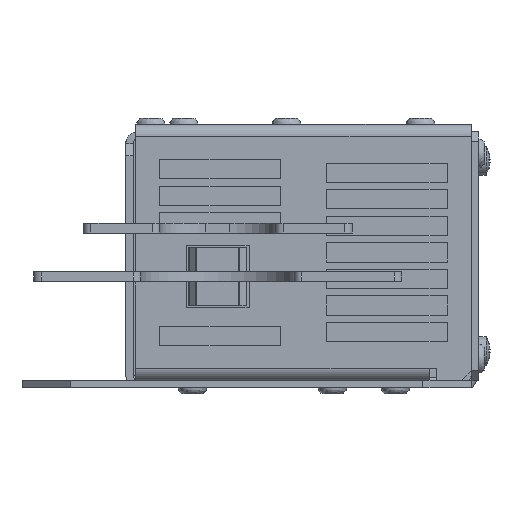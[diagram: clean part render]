
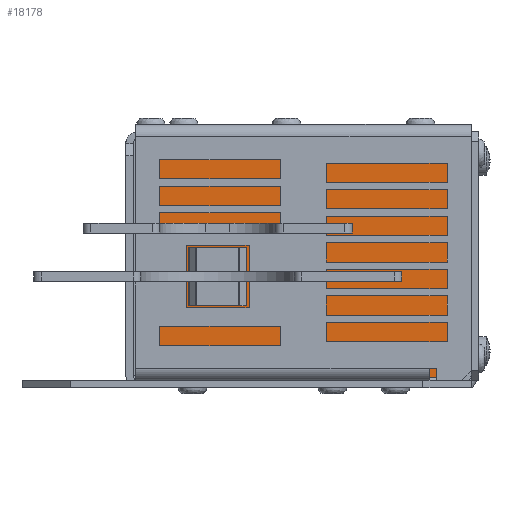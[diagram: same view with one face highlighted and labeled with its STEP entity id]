
A CAD part, left-side view. The second image highlights one B-rep face of the part: STEP entity #18178.
In plain terms, the highlighted planar face has unit normal (-1, 0, 0).
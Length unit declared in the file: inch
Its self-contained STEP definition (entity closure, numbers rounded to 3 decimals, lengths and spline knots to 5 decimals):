
#557 = DIRECTION ( 'NONE',  ( 0., -1., 0. ) ) ;
#934 = CARTESIAN_POINT ( 'NONE',  ( 2.81496, -0.03937, 0.07874 ) ) ;
#962 = VECTOR ( 'NONE', #25715, 39.37008 ) ;
#1046 = CARTESIAN_POINT ( 'NONE',  ( 2.81496, -0.03937, 1.9685 ) ) ;
#1296 = VECTOR ( 'NONE', #13642, 39.37008 ) ;
#2306 = EDGE_CURVE ( 'NONE', #10512, #21408, #9747, .T. ) ;
#2547 = LINE ( 'NONE', #13787, #1296 ) ;
#3235 = CARTESIAN_POINT ( 'NONE',  ( 2.81496, 2.26378, 1.14173 ) ) ;
#3409 = ORIENTED_EDGE ( 'NONE', *, *, #14499, .F. ) ;
#3460 = VECTOR ( 'NONE', #7897, 39.37008 ) ;
#3797 = ORIENTED_EDGE ( 'NONE', *, *, #29022, .T. ) ;
#4804 = CARTESIAN_POINT ( 'NONE',  ( 2.81496, 2.59843, 1.9685 ) ) ;
#5026 = DIRECTION ( 'NONE',  ( 0., 0., 1. ) ) ;
#5032 = LINE ( 'NONE', #21385, #10400 ) ;
#5060 = ORIENTED_EDGE ( 'NONE', *, *, #2306, .F. ) ;
#5249 = DIRECTION ( 'NONE',  ( 0., 0., 1. ) ) ;
#5540 = CARTESIAN_POINT ( 'NONE',  ( 2.81496, 2.59843, 1.9685 ) ) ;
#5845 = VERTEX_POINT ( 'NONE', #23023 ) ;
#5922 = EDGE_CURVE ( 'NONE', #10051, #7147, #23612, .T. ) ;
#6671 = CARTESIAN_POINT ( 'NONE',  ( 2.81496, 2.59843, 0.07874 ) ) ;
#6886 = EDGE_CURVE ( 'NONE', #7147, #28029, #5032, .T. ) ;
#7084 = DIRECTION ( 'NONE',  ( 0., 0., -1. ) ) ;
#7147 = VERTEX_POINT ( 'NONE', #3235 ) ;
#7897 = DIRECTION ( 'NONE',  ( 0., 1., 0. ) ) ;
#9747 = LINE ( 'NONE', #5540, #24920 ) ;
#9929 = CARTESIAN_POINT ( 'NONE',  ( 2.81496, -0.03937, 1.9685 ) ) ;
#10051 = VERTEX_POINT ( 'NONE', #17681 ) ;
#10400 = VECTOR ( 'NONE', #557, 39.37008 ) ;
#10512 = VERTEX_POINT ( 'NONE', #6671 ) ;
#11188 = LINE ( 'NONE', #24984, #962 ) ;
#11365 = ORIENTED_EDGE ( 'NONE', *, *, #5922, .T. ) ;
#11559 = AXIS2_PLACEMENT_3D ( 'NONE', #20888, #18485, #7084 ) ;
#11611 = CARTESIAN_POINT ( 'NONE',  ( 2.81496, 1.79134, 1.14173 ) ) ;
#12023 = FACE_OUTER_BOUND ( 'NONE', #26799, .T. ) ;
#12241 = LINE ( 'NONE', #19154, #3460 ) ;
#13359 = DIRECTION ( 'NONE',  ( 0., 0., -1. ) ) ;
#13642 = DIRECTION ( 'NONE',  ( 0., 0., -1. ) ) ;
#13787 = CARTESIAN_POINT ( 'NONE',  ( 2.81496, -0.03937, 1.9685 ) ) ;
#13915 = ORIENTED_EDGE ( 'NONE', *, *, #24734, .T. ) ;
#14302 = VERTEX_POINT ( 'NONE', #934 ) ;
#14499 = EDGE_CURVE ( 'NONE', #25485, #14302, #2547, .T. ) ;
#15809 = ORIENTED_EDGE ( 'NONE', *, *, #6886, .T. ) ;
#16231 = FACE_BOUND ( 'NONE', #19002, .T. ) ;
#17058 = VECTOR ( 'NONE', #5026, 39.37008 ) ;
#17681 = CARTESIAN_POINT ( 'NONE',  ( 2.81496, 2.26378, 0.66929 ) ) ;
#18019 = LINE ( 'NONE', #27326, #23846 ) ;
#18178 = ADVANCED_FACE ( 'NONE', ( #16231, #12023 ), #21196, .T. ) ;
#18485 = DIRECTION ( 'NONE',  ( -1., 0., 0. ) ) ;
#19002 = EDGE_LOOP ( 'NONE', ( #13915, #3797, #11365, #15809 ) ) ;
#19154 = CARTESIAN_POINT ( 'NONE',  ( 2.81496, -0.03937, 0.66929 ) ) ;
#19331 = LINE ( 'NONE', #1046, #24480 ) ;
#19476 = DIRECTION ( 'NONE',  ( 0., 1., 0. ) ) ;
#20150 = ORIENTED_EDGE ( 'NONE', *, *, #27754, .T. ) ;
#20888 = CARTESIAN_POINT ( 'NONE',  ( 2.81496, -0.03937, 1.9685 ) ) ;
#21196 = PLANE ( 'NONE',  #11559 ) ;
#21385 = CARTESIAN_POINT ( 'NONE',  ( 2.81496, -0.03937, 1.14173 ) ) ;
#21408 = VERTEX_POINT ( 'NONE', #4804 ) ;
#23023 = CARTESIAN_POINT ( 'NONE',  ( 2.81496, 1.79134, 0.66929 ) ) ;
#23612 = LINE ( 'NONE', #25578, #17058 ) ;
#23846 = VECTOR ( 'NONE', #13359, 39.37008 ) ;
#24480 = VECTOR ( 'NONE', #19476, 39.37008 ) ;
#24734 = EDGE_CURVE ( 'NONE', #28029, #5845, #18019, .T. ) ;
#24920 = VECTOR ( 'NONE', #5249, 39.37008 ) ;
#24984 = CARTESIAN_POINT ( 'NONE',  ( 2.81496, -0.03937, 0.07874 ) ) ;
#25485 = VERTEX_POINT ( 'NONE', #9929 ) ;
#25578 = CARTESIAN_POINT ( 'NONE',  ( 2.81496, 2.26378, 1.9685 ) ) ;
#25715 = DIRECTION ( 'NONE',  ( 0., -1., 0. ) ) ;
#26040 = EDGE_CURVE ( 'NONE', #10512, #14302, #11188, .T. ) ;
#26799 = EDGE_LOOP ( 'NONE', ( #3409, #20150, #5060, #27457 ) ) ;
#27326 = CARTESIAN_POINT ( 'NONE',  ( 2.81496, 1.79134, 1.9685 ) ) ;
#27457 = ORIENTED_EDGE ( 'NONE', *, *, #26040, .T. ) ;
#27754 = EDGE_CURVE ( 'NONE', #25485, #21408, #19331, .T. ) ;
#28029 = VERTEX_POINT ( 'NONE', #11611 ) ;
#29022 = EDGE_CURVE ( 'NONE', #5845, #10051, #12241, .T. ) ;
